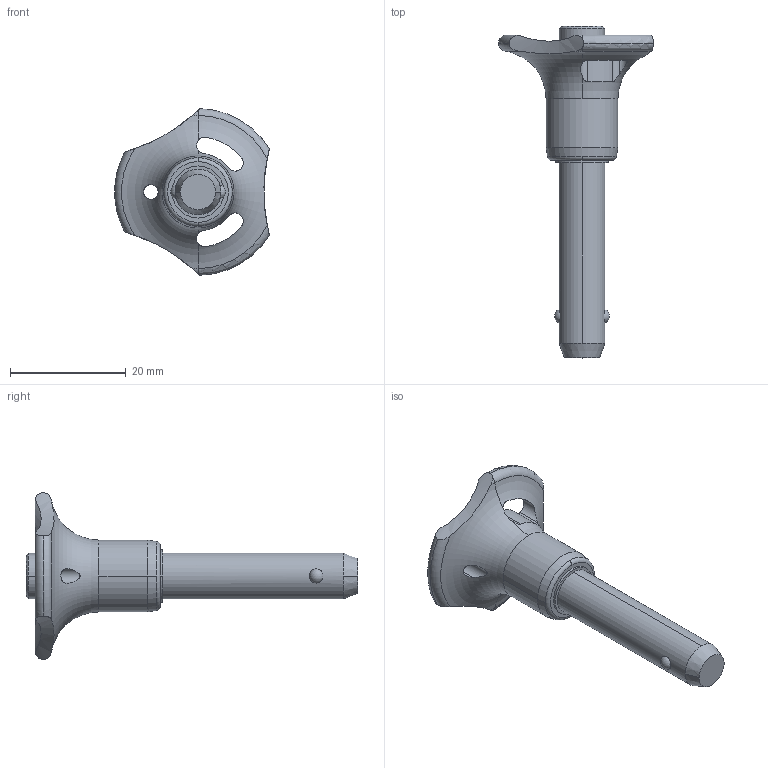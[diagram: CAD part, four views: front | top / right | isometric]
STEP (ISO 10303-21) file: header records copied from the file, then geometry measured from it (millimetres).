
FILE_DESCRIPTION(('STEP AP214'),'1');
FILE_NAME('EH_4210_C10_.stp','2017-01-30T14:32:04',('TraceParts'),('TraceParts S.A.'),'Spatial InterOp 3D',' ',' ');
FILE_SCHEMA(('automotive_design'));
Length unit declared in the file: millimetre
Products named in the file (1): 1
Bounding box: 26.75 x 57.4 x 28.82 mm (x, y, z)
Volume: 5228.7 mm3; surface area: 2926.9 mm2
Topology: 1 solids, 1 shells, 53 faces, 152 edges, 101 vertices
Faces by surface type: cylinder 25, torus 16, cone 6, plane 4, sphere 2
Entity records: 3536 total; most frequent: CARTESIAN_POINT 1737, ORIENTED_EDGE 304, DIRECTION 272, EDGE_CURVE 152, AXIS2_PLACEMENT_3D 122, VERTEX_POINT 101, CIRCLE 68, EDGE_LOOP 59
